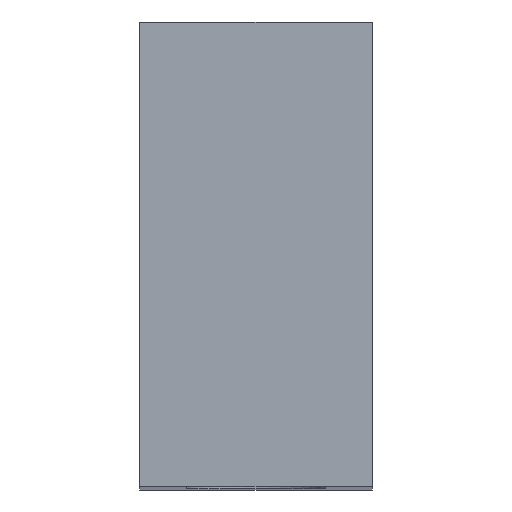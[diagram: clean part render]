
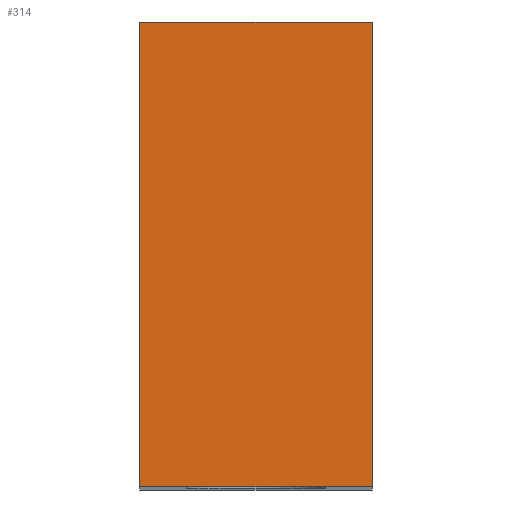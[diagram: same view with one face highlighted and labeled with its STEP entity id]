
A CAD part, top view. The second image highlights one B-rep face of the part: STEP entity #314.
In plain terms, the highlighted planar face has unit normal (0, 0, 1).
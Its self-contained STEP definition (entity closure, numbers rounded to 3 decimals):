
#26=PLANE('',#352);
#42=FACE_OUTER_BOUND('',#60,.T.);
#60=EDGE_LOOP('',(#258,#259,#260,#261));
#73=LINE('',#456,#107);
#92=LINE('',#506,#126);
#93=LINE('',#508,#127);
#94=LINE('',#509,#128);
#107=VECTOR('',#371,10.);
#126=VECTOR('',#418,10.);
#127=VECTOR('',#419,10.);
#128=VECTOR('',#420,10.);
#151=VERTEX_POINT('',#454);
#152=VERTEX_POINT('',#455);
#169=VERTEX_POINT('',#505);
#170=VERTEX_POINT('',#507);
#179=EDGE_CURVE('',#151,#152,#73,.T.);
#204=EDGE_CURVE('',#169,#152,#92,.T.);
#205=EDGE_CURVE('',#170,#169,#93,.T.);
#206=EDGE_CURVE('',#151,#170,#94,.T.);
#258=ORIENTED_EDGE('',*,*,#179,.T.);
#259=ORIENTED_EDGE('',*,*,#204,.F.);
#260=ORIENTED_EDGE('',*,*,#205,.F.);
#261=ORIENTED_EDGE('',*,*,#206,.F.);
#314=ADVANCED_FACE('',(#42),#26,.T.);
#352=AXIS2_PLACEMENT_3D('',#504,#416,#417);
#371=DIRECTION('',(1.,0.,0.));
#416=DIRECTION('center_axis',(0.,0.,1.));
#417=DIRECTION('ref_axis',(0.,-1.,0.));
#418=DIRECTION('',(0.,-1.,0.));
#419=DIRECTION('',(1.,0.,0.));
#420=DIRECTION('',(0.,1.,0.));
#454=CARTESIAN_POINT('',(0.,-20.,80.));
#455=CARTESIAN_POINT('',(10.,-20.,80.));
#456=CARTESIAN_POINT('',(0.,-20.,80.));
#504=CARTESIAN_POINT('Origin',(0.,0.,80.));
#505=CARTESIAN_POINT('',(10.,0.,80.));
#506=CARTESIAN_POINT('',(10.,-20.,80.));
#507=CARTESIAN_POINT('',(0.,0.,80.));
#508=CARTESIAN_POINT('',(0.,0.,80.));
#509=CARTESIAN_POINT('',(0.,-20.,80.));
